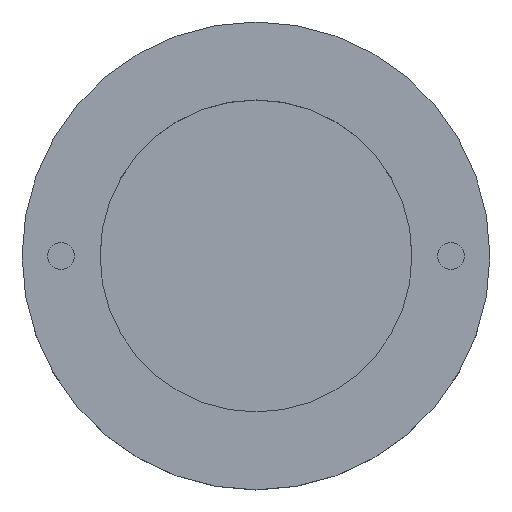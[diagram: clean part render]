
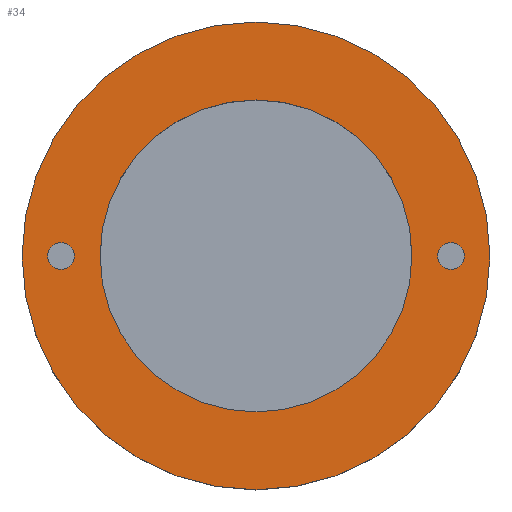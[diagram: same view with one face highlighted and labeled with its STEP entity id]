
A CAD part, top view. The second image highlights one B-rep face of the part: STEP entity #34.
In plain terms, the highlighted planar face has unit normal (0, 0, 1).
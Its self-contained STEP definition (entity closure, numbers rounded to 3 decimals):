
#3 = FACE_BOUND ( 'NONE', #341, .T. ) ;
#8 = EDGE_CURVE ( 'NONE', #148, #184, #302, .T. ) ;
#11 = DIRECTION ( 'NONE',  ( 1., 0., 0. ) ) ;
#12 = CARTESIAN_POINT ( 'NONE',  ( -8.486, 0., 3.18 ) ) ;
#14 = CARTESIAN_POINT ( 'NONE',  ( 0., 0., 3.18 ) ) ;
#16 = VERTEX_POINT ( 'NONE', #382 ) ;
#19 = CIRCLE ( 'NONE', #252, 0.546 ) ;
#23 = CARTESIAN_POINT ( 'NONE',  ( 8.486, 0., 3.18 ) ) ;
#34 = ADVANCED_FACE ( 'NONE', ( #182, #146, #3, #214 ), #192, .T. ) ;
#35 = AXIS2_PLACEMENT_3D ( 'NONE', #404, #203, #113 ) ;
#37 = ORIENTED_EDGE ( 'NONE', *, *, #276, .F. ) ;
#43 = DIRECTION ( 'NONE',  ( 1., 0., 0. ) ) ;
#49 = CARTESIAN_POINT ( 'NONE',  ( -6.35, 0., 3.18 ) ) ;
#64 = ORIENTED_EDGE ( 'NONE', *, *, #118, .F. ) ;
#68 = CARTESIAN_POINT ( 'NONE',  ( 7.94, 0., 3.18 ) ) ;
#77 = CIRCLE ( 'NONE', #319, 6.35 ) ;
#80 = EDGE_CURVE ( 'NONE', #16, #219, #278, .T. ) ;
#83 = CARTESIAN_POINT ( 'NONE',  ( -7.394, 0., 3.18 ) ) ;
#86 = VERTEX_POINT ( 'NONE', #12 ) ;
#94 = AXIS2_PLACEMENT_3D ( 'NONE', #102, #158, #43 ) ;
#102 = CARTESIAN_POINT ( 'NONE',  ( -7.94, 0., 3.18 ) ) ;
#109 = DIRECTION ( 'NONE',  ( 1., 0., 0. ) ) ;
#113 = DIRECTION ( 'NONE',  ( 1., 0., 0. ) ) ;
#118 = EDGE_CURVE ( 'NONE', #219, #16, #77, .T. ) ;
#121 = CIRCLE ( 'NONE', #159, 9.525 ) ;
#129 = AXIS2_PLACEMENT_3D ( 'NONE', #68, #153, #379 ) ;
#130 = ORIENTED_EDGE ( 'NONE', *, *, #356, .T. ) ;
#131 = CARTESIAN_POINT ( 'NONE',  ( -7.94, 0., 3.18 ) ) ;
#133 = ORIENTED_EDGE ( 'NONE', *, *, #80, .F. ) ;
#139 = EDGE_CURVE ( 'NONE', #86, #362, #409, .T. ) ;
#146 = FACE_OUTER_BOUND ( 'NONE', #406, .T. ) ;
#148 = VERTEX_POINT ( 'NONE', #23 ) ;
#153 = DIRECTION ( 'NONE',  ( 0., 0., 1. ) ) ;
#158 = DIRECTION ( 'NONE',  ( 0., 0., 1. ) ) ;
#159 = AXIS2_PLACEMENT_3D ( 'NONE', #331, #337, #201 ) ;
#161 = CIRCLE ( 'NONE', #35, 9.525 ) ;
#182 = FACE_BOUND ( 'NONE', #397, .T. ) ;
#184 = VERTEX_POINT ( 'NONE', #294 ) ;
#192 = PLANE ( 'NONE',  #306 ) ;
#197 = CARTESIAN_POINT ( 'NONE',  ( 7.94, 0., 3.18 ) ) ;
#199 = CARTESIAN_POINT ( 'NONE',  ( -9.525, 0., 3.18 ) ) ;
#201 = DIRECTION ( 'NONE',  ( 1., 0., 0. ) ) ;
#203 = DIRECTION ( 'NONE',  ( 0., 0., 1. ) ) ;
#214 = FACE_BOUND ( 'NONE', #412, .T. ) ;
#219 = VERTEX_POINT ( 'NONE', #49 ) ;
#220 = DIRECTION ( 'NONE',  ( 0., 0., 1. ) ) ;
#240 = ORIENTED_EDGE ( 'NONE', *, *, #393, .T. ) ;
#249 = CARTESIAN_POINT ( 'NONE',  ( 0., 0., 3.18 ) ) ;
#250 = CARTESIAN_POINT ( 'NONE',  ( 0., 0., 3.18 ) ) ;
#252 = AXIS2_PLACEMENT_3D ( 'NONE', #131, #358, #109 ) ;
#253 = DIRECTION ( 'NONE',  ( 0., 0., 1. ) ) ;
#255 = DIRECTION ( 'NONE',  ( 1., 0., 0. ) ) ;
#256 = ORIENTED_EDGE ( 'NONE', *, *, #338, .F. ) ;
#266 = DIRECTION ( 'NONE',  ( 1., 0., 0. ) ) ;
#276 = EDGE_CURVE ( 'NONE', #362, #86, #19, .T. ) ;
#278 = CIRCLE ( 'NONE', #326, 6.35 ) ;
#283 = ORIENTED_EDGE ( 'NONE', *, *, #139, .F. ) ;
#284 = DIRECTION ( 'NONE',  ( 0., 0., 1. ) ) ;
#291 = CARTESIAN_POINT ( 'NONE',  ( 9.525, 0., 3.18 ) ) ;
#294 = CARTESIAN_POINT ( 'NONE',  ( 7.394, 0., 3.18 ) ) ;
#302 = CIRCLE ( 'NONE', #129, 0.546 ) ;
#306 = AXIS2_PLACEMENT_3D ( 'NONE', #14, #284, #11 ) ;
#307 = VERTEX_POINT ( 'NONE', #291 ) ;
#319 = AXIS2_PLACEMENT_3D ( 'NONE', #250, #220, #391 ) ;
#326 = AXIS2_PLACEMENT_3D ( 'NONE', #249, #253, #255 ) ;
#331 = CARTESIAN_POINT ( 'NONE',  ( 0., 0., 3.18 ) ) ;
#337 = DIRECTION ( 'NONE',  ( 0., 0., 1. ) ) ;
#338 = EDGE_CURVE ( 'NONE', #184, #148, #363, .T. ) ;
#340 = DIRECTION ( 'NONE',  ( 0., 0., 1. ) ) ;
#341 = EDGE_LOOP ( 'NONE', ( #64, #133 ) ) ;
#343 = ORIENTED_EDGE ( 'NONE', *, *, #8, .F. ) ;
#347 = VERTEX_POINT ( 'NONE', #199 ) ;
#354 = AXIS2_PLACEMENT_3D ( 'NONE', #197, #340, #266 ) ;
#356 = EDGE_CURVE ( 'NONE', #347, #307, #121, .T. ) ;
#358 = DIRECTION ( 'NONE',  ( 0., 0., 1. ) ) ;
#362 = VERTEX_POINT ( 'NONE', #83 ) ;
#363 = CIRCLE ( 'NONE', #354, 0.546 ) ;
#379 = DIRECTION ( 'NONE',  ( 1., 0., 0. ) ) ;
#382 = CARTESIAN_POINT ( 'NONE',  ( 6.35, 0., 3.18 ) ) ;
#391 = DIRECTION ( 'NONE',  ( 1., 0., 0. ) ) ;
#393 = EDGE_CURVE ( 'NONE', #307, #347, #161, .T. ) ;
#397 = EDGE_LOOP ( 'NONE', ( #283, #37 ) ) ;
#404 = CARTESIAN_POINT ( 'NONE',  ( 0., 0., 3.18 ) ) ;
#406 = EDGE_LOOP ( 'NONE', ( #130, #240 ) ) ;
#409 = CIRCLE ( 'NONE', #94, 0.546 ) ;
#412 = EDGE_LOOP ( 'NONE', ( #256, #343 ) ) ;
